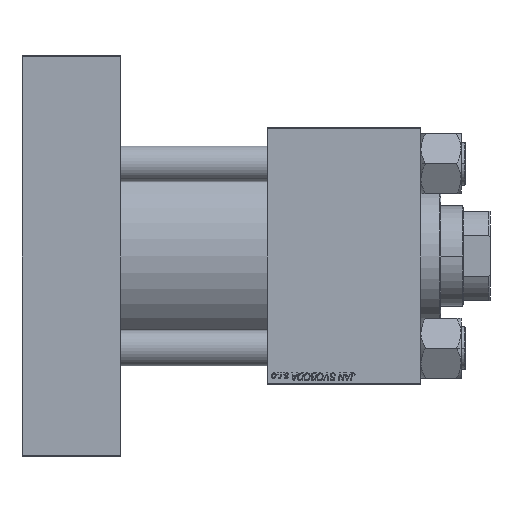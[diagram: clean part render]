
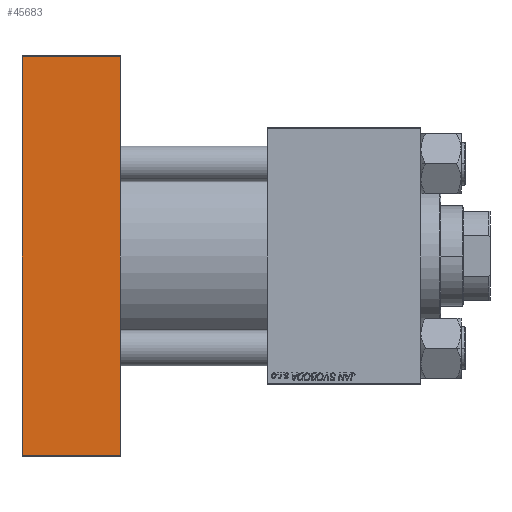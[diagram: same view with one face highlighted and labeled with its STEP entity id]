
A CAD part, front view. The second image highlights one B-rep face of the part: STEP entity #45683.
In plain terms, the highlighted planar face has unit normal (0, -1, 0).
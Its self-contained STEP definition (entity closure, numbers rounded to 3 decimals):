
#354 = CARTESIAN_POINT ( 'NONE',  ( 44., -57.5, 90. ) ) ;
#597 = CARTESIAN_POINT ( 'NONE',  ( 44., -57.5, 90. ) ) ;
#1071 = ORIENTED_EDGE ( 'NONE', *, *, #17287, .T. ) ;
#8920 = EDGE_LOOP ( 'NONE', ( #22224, #20399, #28093, #1071 ) ) ;
#10045 = VERTEX_POINT ( 'NONE', #19854 ) ;
#10661 = CARTESIAN_POINT ( 'NONE',  ( 0., -57.5, 90. ) ) ;
#12007 = VERTEX_POINT ( 'NONE', #26818 ) ;
#12983 = AXIS2_PLACEMENT_3D ( 'NONE', #354, #17070, #37232 ) ;
#15448 = DIRECTION ( 'NONE',  ( -1., 0., 0. ) ) ;
#16284 = FACE_OUTER_BOUND ( 'NONE', #8920, .T. ) ;
#16553 = VERTEX_POINT ( 'NONE', #29404 ) ;
#17070 = DIRECTION ( 'NONE',  ( 0., 1., 0. ) ) ;
#17287 = EDGE_CURVE ( 'NONE', #10045, #16553, #32164, .T. ) ;
#19854 = CARTESIAN_POINT ( 'NONE',  ( 44., -57.5, 89.5 ) ) ;
#20399 = ORIENTED_EDGE ( 'NONE', *, *, #37680, .T. ) ;
#21181 = VECTOR ( 'NONE', #52113, 1000. ) ;
#22224 = ORIENTED_EDGE ( 'NONE', *, *, #26287, .T. ) ;
#26051 = EDGE_CURVE ( 'NONE', #10045, #12007, #29000, .T. ) ;
#26091 = VECTOR ( 'NONE', #15448, 1000. ) ;
#26238 = CARTESIAN_POINT ( 'NONE',  ( 0., -57.5, -89.5 ) ) ;
#26287 = EDGE_CURVE ( 'NONE', #16553, #40618, #27372, .T. ) ;
#26818 = CARTESIAN_POINT ( 'NONE',  ( 44., -57.5, -89.5 ) ) ;
#27372 = LINE ( 'NONE', #10661, #44913 ) ;
#27636 = DIRECTION ( 'NONE',  ( 0., 0., -1. ) ) ;
#28093 = ORIENTED_EDGE ( 'NONE', *, *, #26051, .F. ) ;
#29000 = LINE ( 'NONE', #597, #34707 ) ;
#29404 = CARTESIAN_POINT ( 'NONE',  ( 0., -57.5, 89.5 ) ) ;
#32164 = LINE ( 'NONE', #47581, #26091 ) ;
#32450 = DIRECTION ( 'NONE',  ( 0., 0., -1. ) ) ;
#34707 = VECTOR ( 'NONE', #32450, 1000. ) ;
#35899 = CARTESIAN_POINT ( 'NONE',  ( 44., -57.5, -89.5 ) ) ;
#37232 = DIRECTION ( 'NONE',  ( 0., 0., 1. ) ) ;
#37680 = EDGE_CURVE ( 'NONE', #40618, #12007, #50602, .T. ) ;
#40442 = PLANE ( 'NONE',  #12983 ) ;
#40618 = VERTEX_POINT ( 'NONE', #26238 ) ;
#44913 = VECTOR ( 'NONE', #27636, 1000. ) ;
#45683 = ADVANCED_FACE ( 'NONE', ( #16284 ), #40442, .F. ) ;
#47581 = CARTESIAN_POINT ( 'NONE',  ( 44., -57.5, 89.5 ) ) ;
#50602 = LINE ( 'NONE', #35899, #21181 ) ;
#52113 = DIRECTION ( 'NONE',  ( 1., 0., 0. ) ) ;
